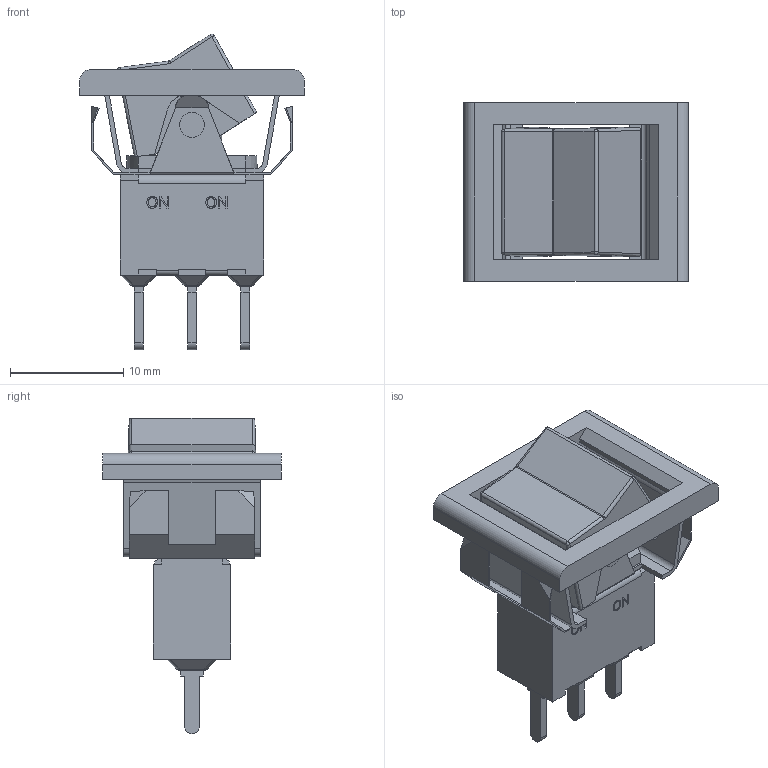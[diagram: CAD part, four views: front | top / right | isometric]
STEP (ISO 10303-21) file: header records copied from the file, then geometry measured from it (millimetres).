
FILE_DESCRIPTION((' '),'2;1');
FILE_NAME('300SPxR6xxxM2xExxx.stp','2017-08-02T13:26:15',(' '),(' '),' ','ACIS',' ');
FILE_SCHEMA(('CONFIG_CONTROL_DESIGN'));
Length unit declared in the file: inch
Products named in the file (1): 300SPxR6xxxM2xExxx.stp
Bounding box: 19.85 x 15.8 x 27.89 mm (x, y, z)
Volume: 1882.9 mm3; surface area: 2981.5 mm2
Topology: 1 solids, 5 shells, 435 faces, 1146 edges, 718 vertices
Faces by surface type: plane 325, cylinder 76, bspline 18, sphere 16
Full cylindrical faces by diameter (mm): 2.2 x2, 3.2 x1, 5.2 x1
Entity records: 13429 total; most frequent: CARTESIAN_POINT 2584, ORIENTED_EDGE 2284, DIRECTION 2130, EDGE_CURVE 1142, VECTOR 922, LINE 922, VERTEX_POINT 718, AXIS2_PLACEMENT_3D 604
